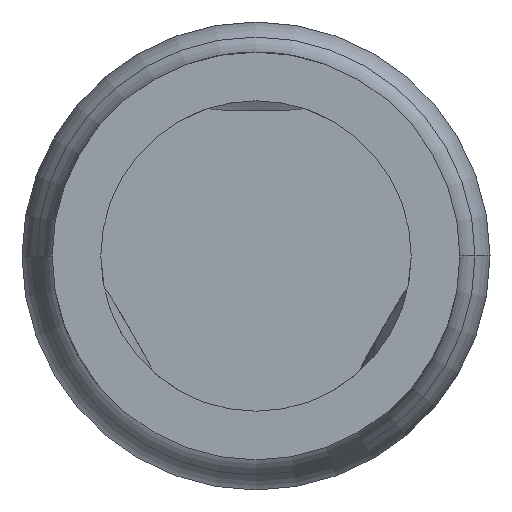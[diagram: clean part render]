
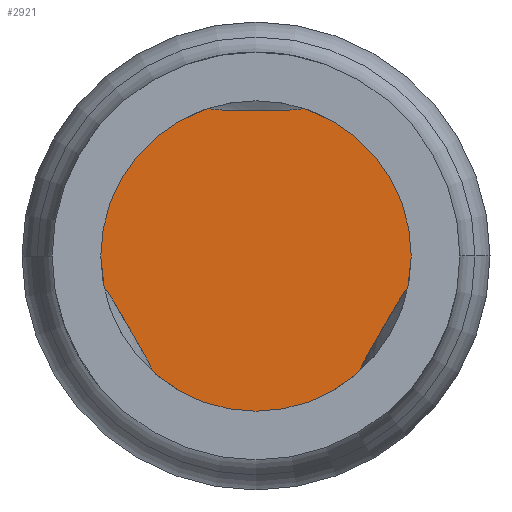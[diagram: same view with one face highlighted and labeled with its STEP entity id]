
A CAD part, front view. The second image highlights one B-rep face of the part: STEP entity #2921.
In plain terms, the highlighted planar face has unit normal (0, -1, 0).
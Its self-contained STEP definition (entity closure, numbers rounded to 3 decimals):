
#222 = ORIENTED_EDGE ( 'NONE', *, *, #5597, .F. ) ;
#1197 = DIRECTION ( 'NONE',  ( -1., 0., 0. ) ) ;
#1263 = FACE_OUTER_BOUND ( 'NONE', #5720, .T. ) ;
#1286 = DIRECTION ( 'NONE',  ( 0., 1., 0. ) ) ;
#1289 = VERTEX_POINT ( 'NONE', #4332 ) ;
#1512 = CARTESIAN_POINT ( 'NONE',  ( 0.338, -25.3, 0. ) ) ;
#1600 = DIRECTION ( 'NONE',  ( 0., 1., 0. ) ) ;
#2115 = AXIS2_PLACEMENT_3D ( 'NONE', #4271, #1600, #1197 ) ;
#2519 = PLANE ( 'NONE',  #2115 ) ;
#2921 = ADVANCED_FACE ( 'Defeature ausgef�hrt1_42', ( #1263 ), #2519, .F. ) ;
#3107 = EDGE_CURVE ( 'Defeature ausgef�hrt1_0+Defeature ausgef�hrt1_42+Defeature ausgef�hrt1_42+Defeature ausgef�hrt1_42', #3333, #1289, #3617, .T. ) ;
#3227 = AXIS2_PLACEMENT_3D ( 'NONE', #4355, #5295, #4425 ) ;
#3333 = VERTEX_POINT ( 'NONE', #1512 ) ;
#3617 = CIRCLE ( 'NONE', #5658, 0.338 ) ;
#3839 = ORIENTED_EDGE ( 'NONE', *, *, #3107, .F. ) ;
#3918 = CARTESIAN_POINT ( 'NONE',  ( 0., -25.3, 0. ) ) ;
#3962 = DIRECTION ( 'NONE',  ( 1., 0., 0. ) ) ;
#4271 = CARTESIAN_POINT ( 'NONE',  ( 0., -25.3, 0. ) ) ;
#4332 = CARTESIAN_POINT ( 'NONE',  ( -0.338, -25.3, 0. ) ) ;
#4355 = CARTESIAN_POINT ( 'NONE',  ( 0., -25.3, 0. ) ) ;
#4425 = DIRECTION ( 'NONE',  ( 1., 0., 0. ) ) ;
#5295 = DIRECTION ( 'NONE',  ( 0., 1., 0. ) ) ;
#5597 = EDGE_CURVE ( 'Defeature ausgef�hrt1_0+Defeature ausgef�hrt1_42+Defeature ausgef�hrt1_42+Defeature ausgef�hrt1_42', #1289, #3333, #5728, .T. ) ;
#5658 = AXIS2_PLACEMENT_3D ( 'NONE', #3918, #1286, #3962 ) ;
#5720 = EDGE_LOOP ( 'NONE', ( #222, #3839 ) ) ;
#5728 = CIRCLE ( 'NONE', #3227, 0.338 ) ;
